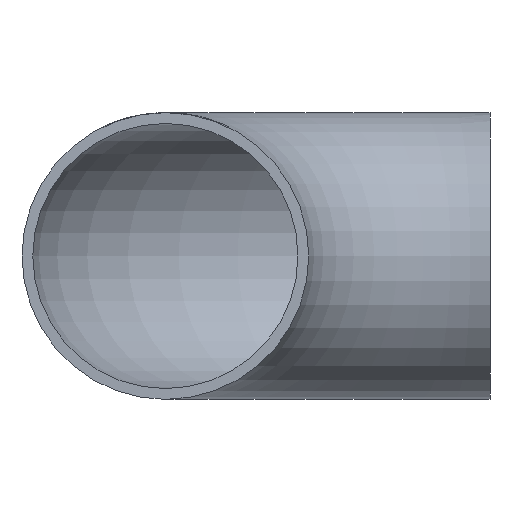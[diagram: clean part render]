
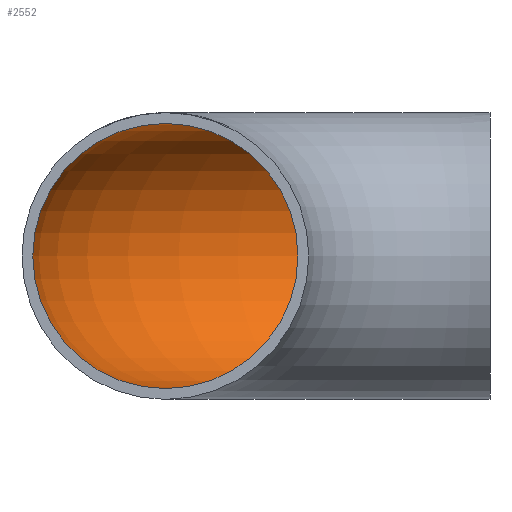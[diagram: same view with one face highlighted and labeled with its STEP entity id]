
A CAD part, front view. The second image highlights one B-rep face of the part: STEP entity #2552.
In plain terms, the highlighted toroidal (fillet/blend) face has major radius 48 mm and minor radius 19.6 mm.
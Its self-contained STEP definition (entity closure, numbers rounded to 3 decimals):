
#312 = DIRECTION ( 'NONE',  ( 0., 1., 0. ) ) ;
#1004 = VERTEX_POINT ( 'NONE', #5221 ) ;
#1249 = CARTESIAN_POINT ( 'NONE',  ( 0., 48., 0. ) ) ;
#1358 = AXIS2_PLACEMENT_3D ( 'NONE', #4256, #312, #4897 ) ;
#1596 = EDGE_LOOP ( 'NONE', ( #3447 ) ) ;
#1742 = EDGE_LOOP ( 'NONE', ( #3789 ) ) ;
#2426 = EDGE_CURVE ( 'NONE', #6748, #6748, #3133, .T. ) ;
#2427 = CARTESIAN_POINT ( 'NONE',  ( 0., 0., 0. ) ) ;
#2552 = ADVANCED_FACE ( 'NONE', ( #3420, #5578 ), #6619, .F. ) ;
#2964 = EDGE_CURVE ( 'NONE', #1004, #1004, #4667, .T. ) ;
#3083 = DIRECTION ( 'NONE',  ( 0., 0., -1. ) ) ;
#3133 = CIRCLE ( 'NONE', #1358, 19.6 ) ;
#3420 = FACE_OUTER_BOUND ( 'NONE', #1596, .T. ) ;
#3447 = ORIENTED_EDGE ( 'NONE', *, *, #2964, .T. ) ;
#3789 = ORIENTED_EDGE ( 'NONE', *, *, #2426, .F. ) ;
#4256 = CARTESIAN_POINT ( 'NONE',  ( -48., 0., 0. ) ) ;
#4667 = CIRCLE ( 'NONE', #7405, 19.6 ) ;
#4897 = DIRECTION ( 'NONE',  ( 0., 0., 1. ) ) ;
#5210 = DIRECTION ( 'NONE',  ( 0., 1., 0. ) ) ;
#5221 = CARTESIAN_POINT ( 'NONE',  ( 0., 67.6, 0. ) ) ;
#5578 = FACE_OUTER_BOUND ( 'NONE', #1742, .T. ) ;
#5903 = AXIS2_PLACEMENT_3D ( 'NONE', #2427, #3083, #8312 ) ;
#6619 = TOROIDAL_SURFACE ( 'NONE', #5903, 48., 19.6 ) ;
#6748 = VERTEX_POINT ( 'NONE', #7870 ) ;
#7405 = AXIS2_PLACEMENT_3D ( 'NONE', #1249, #8521, #5210 ) ;
#7870 = CARTESIAN_POINT ( 'NONE',  ( -48., 0., 19.6 ) ) ;
#8312 = DIRECTION ( 'NONE',  ( -1., 0., 0. ) ) ;
#8521 = DIRECTION ( 'NONE',  ( 1., 0., 0. ) ) ;
